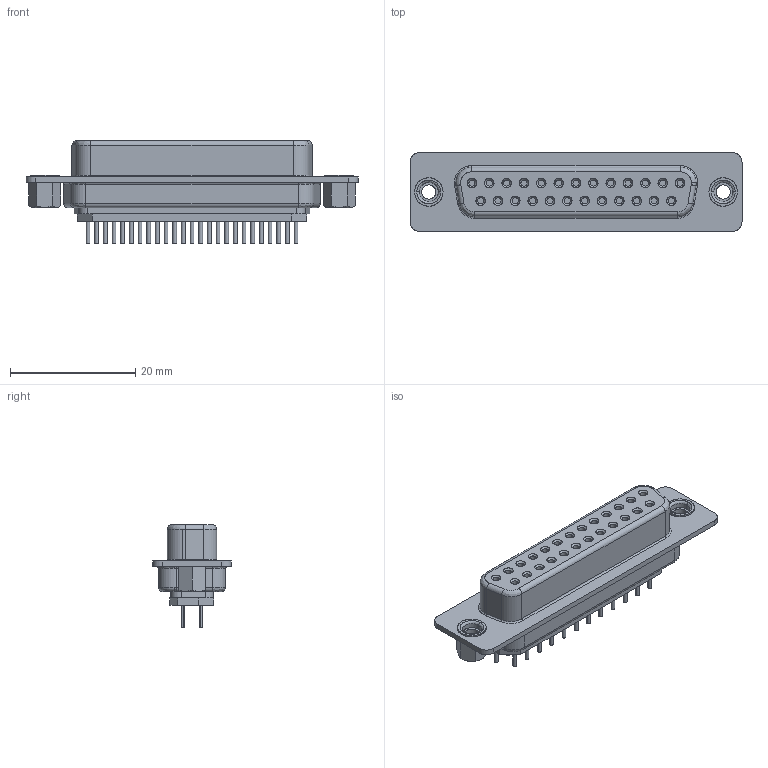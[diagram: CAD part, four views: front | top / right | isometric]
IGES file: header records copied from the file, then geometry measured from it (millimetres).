
Start section: SolidWorks IGES file using analytic representation for surfaces
Global section: file name: KF85X-BD-25S-K_rA2.IGS; native system: SolidWorks 2012; preprocessor: SolidWorks 2012; author: Daniel; date: 130322.120608; units: millimetre
Bounding box: 53.04 x 12.55 x 16.4 mm (x, y, z)
Surface area: 3332.6 mm2 (no closed solid volume)
Topology: 0 solids, 0 shells, 407 faces, 4560 edges, 4560 vertices
Faces by surface type: revolution 255, bspline 152
